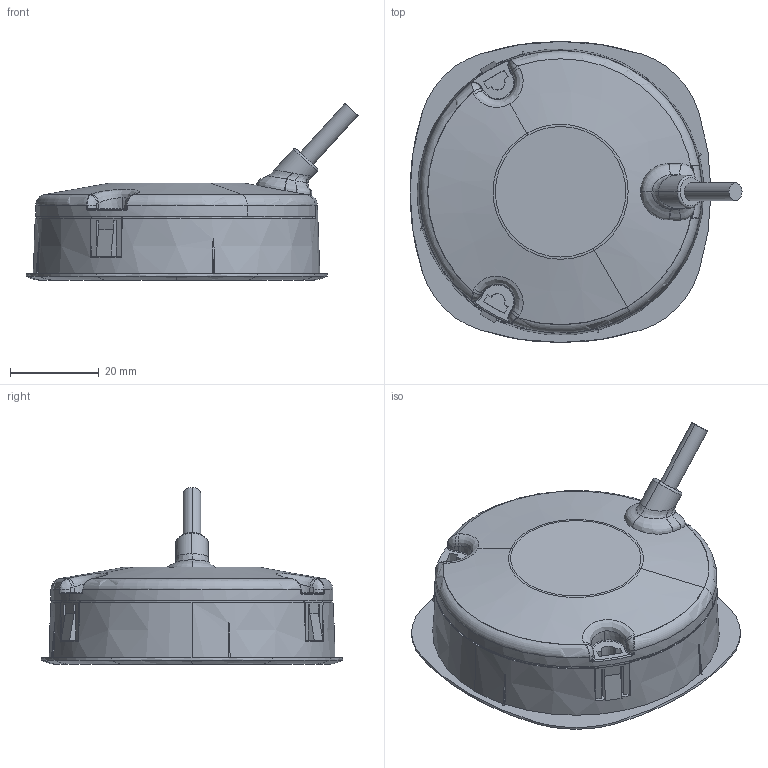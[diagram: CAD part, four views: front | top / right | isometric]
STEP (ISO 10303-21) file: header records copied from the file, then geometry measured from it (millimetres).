
FILE_DESCRIPTION((''),'2;1');
FILE_NAME('JCHT35M19C','2020-04-10T08:50:50',('user'),('捷昌驱动'),'CREO PARAMETRIC BY PTC INC, 2018100','CREO PARAMETRIC BY PTC INC, 2018100','');
FILE_SCHEMA(('CONFIG_CONTROL_DESIGN'));
Length unit declared in the file: millimetre
Products named in the file (1): JCHT35M19C
Bounding box: 74.98 x 68 x 39.96 mm (x, y, z)
Volume: 65827 mm3; surface area: 16145 mm2
Topology: 1 solids, 9 shells, 314 faces, 866 edges, 563 vertices
Faces by surface type: plane 147, cylinder 64, bspline 46, cone 27, torus 22, extrusion 8
Entity records: 14892 total; most frequent: CARTESIAN_POINT 7265, ORIENTED_EDGE 1720, DIRECTION 1396, EDGE_CURVE 864, VERTEX_POINT 562, AXIS2_PLACEMENT_3D 515, VECTOR 366, LINE 358
